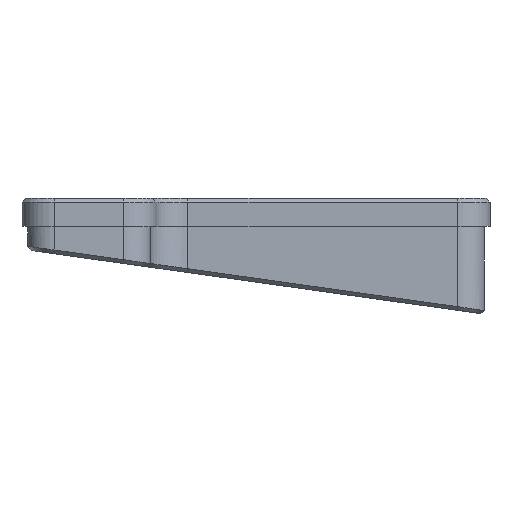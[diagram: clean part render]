
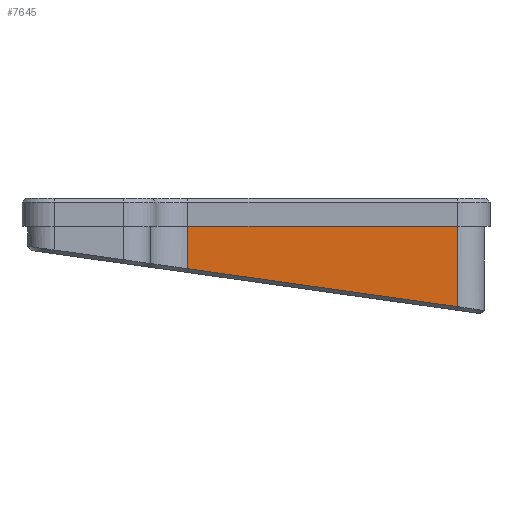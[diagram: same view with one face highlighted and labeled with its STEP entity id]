
A CAD part, front view. The second image highlights one B-rep face of the part: STEP entity #7645.
In plain terms, the highlighted planar face has unit normal (0, -1, 0).
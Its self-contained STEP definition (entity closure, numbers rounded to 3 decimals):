
#73=B_SPLINE_CURVE_WITH_KNOTS('',3,(#12317,#12318,#12319,#12320),
 .UNSPECIFIED.,.F.,.F.,(4,4),(1.571,1.584),
 .UNSPECIFIED.);
#997=FACE_OUTER_BOUND('',#1485,.T.);
#1485=EDGE_LOOP('',(#6563,#6564,#6565,#6566,#6567));
#2184=LINE('',#12128,#2938);
#2223=LINE('',#12301,#2977);
#2224=LINE('',#12315,#2978);
#2225=LINE('',#12321,#2979);
#2938=VECTOR('',#10114,10.);
#2977=VECTOR('',#10241,10.);
#2978=VECTOR('',#10244,7.);
#2979=VECTOR('',#10245,10.);
#3573=VERTEX_POINT('',#12121);
#3576=VERTEX_POINT('',#12126);
#3621=VERTEX_POINT('',#12300);
#3623=VERTEX_POINT('',#12314);
#3624=VERTEX_POINT('',#12316);
#4559=EDGE_CURVE('',#3576,#3573,#2184,.T.);
#4628=EDGE_CURVE('',#3573,#3621,#2223,.T.);
#4631=EDGE_CURVE('',#3623,#3576,#2224,.T.);
#4632=EDGE_CURVE('',#3624,#3623,#73,.T.);
#4633=EDGE_CURVE('',#3621,#3624,#2225,.T.);
#6563=ORIENTED_EDGE('',*,*,#4559,.F.);
#6564=ORIENTED_EDGE('',*,*,#4631,.F.);
#6565=ORIENTED_EDGE('',*,*,#4632,.F.);
#6566=ORIENTED_EDGE('',*,*,#4633,.F.);
#6567=ORIENTED_EDGE('',*,*,#4628,.F.);
#7252=PLANE('',#8354);
#7645=ADVANCED_FACE('',(#997),#7252,.T.);
#8354=AXIS2_PLACEMENT_3D('',#12313,#10242,#10243);
#10114=DIRECTION('',(1.,0.,0.));
#10241=DIRECTION('',(0.,0.,-1.));
#10242=DIRECTION('center_axis',(0.,-1.,0.));
#10243=DIRECTION('ref_axis',(-1.,0.,0.));
#10244=DIRECTION('',(0.,0.,1.));
#10245=DIRECTION('',(-0.99,0.,0.139));
#12121=CARTESIAN_POINT('',(43.7,-19.3,3.8));
#12126=CARTESIAN_POINT('',(-14.644,-19.3,3.8));
#12128=CARTESIAN_POINT('',(25.4,-19.3,3.8));
#12300=CARTESIAN_POINT('',(43.7,-19.3,-17.431));
#12301=CARTESIAN_POINT('',(43.7,-19.3,0.));
#12313=CARTESIAN_POINT('Origin',(50.7,-19.3,0.));
#12314=CARTESIAN_POINT('',(-14.644,-19.3,-9.231));
#12315=CARTESIAN_POINT('',(-14.644,-19.3,0.));
#12316=CARTESIAN_POINT('',(-14.532,-19.3,-9.247));
#12317=CARTESIAN_POINT('Ctrl Pts',(-14.532,-19.3,-9.247));
#12318=CARTESIAN_POINT('Ctrl Pts',(-14.569,-19.3,-9.242));
#12319=CARTESIAN_POINT('Ctrl Pts',(-14.606,-19.3,-9.237));
#12320=CARTESIAN_POINT('Ctrl Pts',(-14.644,-19.3,-9.231));
#12321=CARTESIAN_POINT('',(23.94,-19.3,-14.654));
